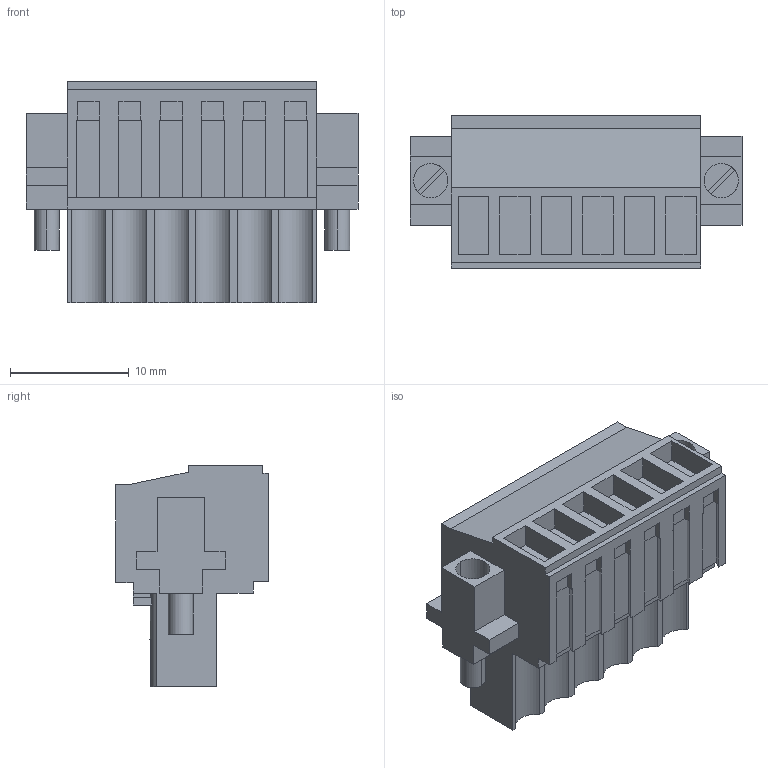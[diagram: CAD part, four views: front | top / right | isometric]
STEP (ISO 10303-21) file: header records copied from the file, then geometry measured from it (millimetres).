
FILE_DESCRIPTION(('CATIA V5R24 STEP','CAx-IF Rec.Pracs.--- Model Styling and Organization---1.2---2011-12-15'),'2;1');
FILE_NAME ('D1453267_0_1606680000_1606680000.stp','2017-05-09T12:51:03+00:00',('none'),('Weidmueller'),'CATIA Version 5-6 Release 2014 SP4 HF52','CATIA V5 STEP AP214','none');
FILE_SCHEMA(('AUTOMOTIVE_DESIGN { 1 0 10303 214 1 1 1 1 }'));
Length unit declared in the file: millimetre
Products named in the file (1): 1606680000
Bounding box: 28 x 12.9 x 18.7 mm (x, y, z)
Volume: 3328.7 mm3; surface area: 3072.5 mm2
Topology: 9 solids, 9 shells, 433 faces, 1195 edges, 810 vertices
Faces by surface type: plane 377, cylinder 56
Entity records: 13527 total; most frequent: CARTESIAN_POINT 2519, ORIENTED_EDGE 2390, DIRECTION 1811, EDGE_CURVE 1195, VECTOR 1011, LINE 1011, VERTEX_POINT 810, AXIS2_PLACEMENT_3D 482
